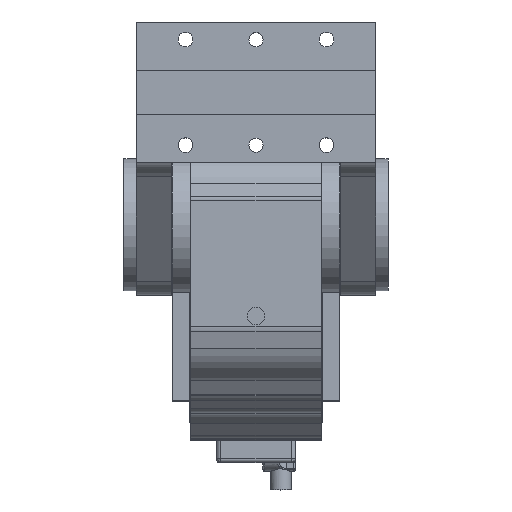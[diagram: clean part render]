
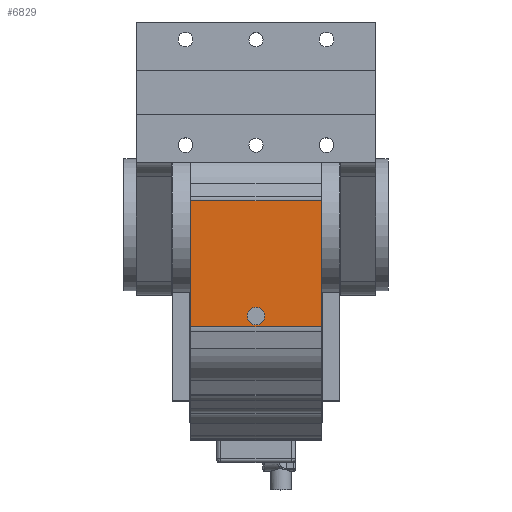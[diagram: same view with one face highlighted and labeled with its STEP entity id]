
A CAD part, top view. The second image highlights one B-rep face of the part: STEP entity #6829.
In plain terms, the highlighted planar face has unit normal (0, 0, 1).
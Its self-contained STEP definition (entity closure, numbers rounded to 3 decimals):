
#117=FACE_BOUND('',#1062,.T.);
#309=PLANE('',#7498);
#622=FACE_OUTER_BOUND('',#1061,.T.);
#1061=EDGE_LOOP('',(#5507,#5508,#5509,#5510));
#1062=EDGE_LOOP('',(#5511));
#1539=LINE('',#10644,#2197);
#1606=LINE('',#10846,#2264);
#1661=LINE('',#10975,#2319);
#1662=LINE('',#10977,#2320);
#2197=VECTOR('',#8565,10.);
#2264=VECTOR('',#8760,10.);
#2319=VECTOR('',#8905,10.);
#2320=VECTOR('',#8908,10.);
#2633=CIRCLE('',#7166,5.);
#2937=VERTEX_POINT('',#9973);
#3158=VERTEX_POINT('',#10641);
#3159=VERTEX_POINT('',#10643);
#3229=VERTEX_POINT('',#10843);
#3230=VERTEX_POINT('',#10845);
#3576=EDGE_CURVE('',#2937,#2937,#2633,.T.);
#3896=EDGE_CURVE('',#3158,#3159,#1539,.T.);
#3996=EDGE_CURVE('',#3229,#3230,#1606,.T.);
#4061=EDGE_CURVE('',#3159,#3229,#1661,.T.);
#4062=EDGE_CURVE('',#3158,#3230,#1662,.T.);
#5507=ORIENTED_EDGE('',*,*,#4061,.F.);
#5508=ORIENTED_EDGE('',*,*,#3896,.F.);
#5509=ORIENTED_EDGE('',*,*,#4062,.T.);
#5510=ORIENTED_EDGE('',*,*,#3996,.F.);
#5511=ORIENTED_EDGE('',*,*,#3576,.T.);
#6829=ADVANCED_FACE('',(#622,#117),#309,.T.);
#7166=AXIS2_PLACEMENT_3D('',#9975,#7895,#7896);
#7498=AXIS2_PLACEMENT_3D('',#10976,#8906,#8907);
#7895=DIRECTION('center_axis',(0.,0.,-1.));
#7896=DIRECTION('ref_axis',(-1.,0.,0.));
#8565=DIRECTION('',(0.,-1.,0.));
#8760=DIRECTION('',(0.,1.,0.));
#8905=DIRECTION('',(-1.,0.,0.));
#8906=DIRECTION('center_axis',(0.,0.,1.));
#8907=DIRECTION('ref_axis',(0.,-1.,0.));
#8908=DIRECTION('',(-1.,0.,0.));
#9973=CARTESIAN_POINT('',(5.,-52.,84.));
#9975=CARTESIAN_POINT('Origin',(0.,-52.,84.));
#10641=CARTESIAN_POINT('',(37.,13.482,84.));
#10643=CARTESIAN_POINT('',(37.,-58.116,84.));
#10644=CARTESIAN_POINT('',(37.,-58.116,84.));
#10843=CARTESIAN_POINT('',(-37.,-58.116,84.));
#10845=CARTESIAN_POINT('',(-37.,13.482,84.));
#10846=CARTESIAN_POINT('',(-37.,-58.116,84.));
#10975=CARTESIAN_POINT('',(0.,-58.116,84.));
#10976=CARTESIAN_POINT('Origin',(0.,13.482,84.));
#10977=CARTESIAN_POINT('',(0.,13.482,84.));
